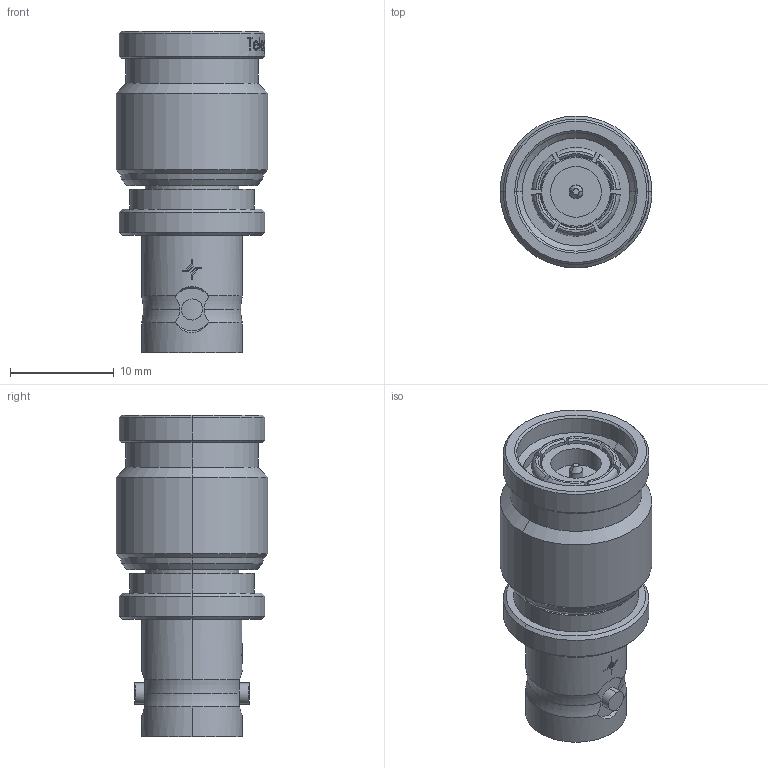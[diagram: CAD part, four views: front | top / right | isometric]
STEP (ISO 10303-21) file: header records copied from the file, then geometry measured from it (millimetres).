
FILE_DESCRIPTION (( 'STEP AP214' ), '1' );
FILE_NAME ('J01019B0000.STEP', '2018-11-20T09:43:37', ( '' ), ( '' ), 'SwSTEP 2.0', 'SolidWorks 2017', '' );
FILE_SCHEMA (( 'AUTOMOTIVE_DESIGN' ));
Length unit declared in the file: millimetre
Products named in the file (1): J01019B0000
Bounding box: 14.6 x 14.6 x 30.9 mm (x, y, z)
Volume: 3217.3 mm3; surface area: 2179.7 mm2
Topology: 1 solids, 1 shells, 366 faces, 922 edges, 602 vertices
Faces by surface type: plane 133, cylinder 84, bspline 78, cone 53, torus 18
Entity records: 17986 total; most frequent: CARTESIAN_POINT 5828, ORIENTED_EDGE 1844, DIRECTION 1446, EDGE_CURVE 922, VERTEX_POINT 602, AXIS2_PLACEMENT_3D 525, EDGE_LOOP 410, LINE 396
